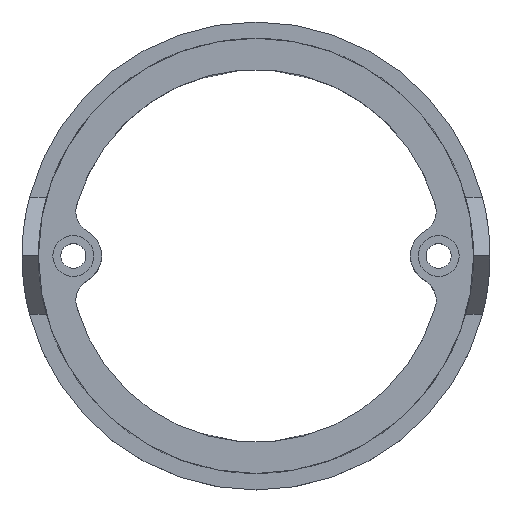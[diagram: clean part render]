
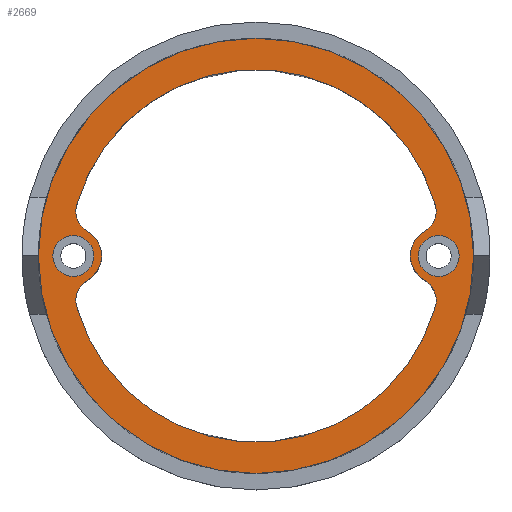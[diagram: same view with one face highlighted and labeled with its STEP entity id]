
A CAD part, top view. The second image highlights one B-rep face of the part: STEP entity #2669.
In plain terms, the highlighted planar face has unit normal (0, 0, 1).
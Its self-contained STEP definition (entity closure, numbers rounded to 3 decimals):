
#217 = VERTEX_POINT('',#218);
#218 = CARTESIAN_POINT('',(-21.607,3.134,12.5));
#226 = EDGE_CURVE('',#217,#227,#229,.T.);
#227 = VERTEX_POINT('',#228);
#228 = CARTESIAN_POINT('',(-21.607,-3.134,12.5));
#229 = CIRCLE('',#230,3.625);
#230 = AXIS2_PLACEMENT_3D('',#231,#232,#233);
#231 = CARTESIAN_POINT('',(-23.428,0.,12.5));
#232 = DIRECTION('',(0.,0.,-1.));
#233 = DIRECTION('',(1.,0.,0.));
#253 = VERTEX_POINT('',#254);
#254 = CARTESIAN_POINT('',(-22.985,6.551,12.5));
#262 = EDGE_CURVE('',#217,#253,#263,.T.);
#263 = B_SPLINE_CURVE_WITH_KNOTS('',6,(#264,#265,#266,#267,#268,#269,
    #270,#271,#272,#273,#274,#275,#276,#277,#278,#279,#280,#281,#282,
    #283,#284,#285),.UNSPECIFIED.,.F.,.F.,(7,5,5,5,7),(0.,0.25
    ,0.5,0.749,1.),.UNSPECIFIED.);
#264 = CARTESIAN_POINT('',(-21.607,3.134,12.5));
#265 = CARTESIAN_POINT('',(-21.74,3.212,12.5));
#266 = CARTESIAN_POINT('',(-21.871,3.299,12.5));
#267 = CARTESIAN_POINT('',(-21.998,3.395,12.5));
#268 = CARTESIAN_POINT('',(-22.121,3.502,12.5));
#269 = CARTESIAN_POINT('',(-22.239,3.618,12.5));
#270 = CARTESIAN_POINT('',(-22.459,3.868,12.5));
#271 = CARTESIAN_POINT('',(-22.562,4.002,12.5));
#272 = CARTESIAN_POINT('',(-22.657,4.144,12.5));
#273 = CARTESIAN_POINT('',(-22.743,4.292,12.5));
#274 = CARTESIAN_POINT('',(-22.818,4.447,12.5));
#275 = CARTESIAN_POINT('',(-22.946,4.764,12.5));
#276 = CARTESIAN_POINT('',(-22.999,4.927,12.5));
#277 = CARTESIAN_POINT('',(-23.041,5.093,12.5));
#278 = CARTESIAN_POINT('',(-23.071,5.26,12.5));
#279 = CARTESIAN_POINT('',(-23.089,5.428,12.5));
#280 = CARTESIAN_POINT('',(-23.104,5.76,12.5));
#281 = CARTESIAN_POINT('',(-23.1,5.926,12.5));
#282 = CARTESIAN_POINT('',(-23.086,6.089,12.5));
#283 = CARTESIAN_POINT('',(-23.061,6.248,12.5));
#284 = CARTESIAN_POINT('',(-23.027,6.402,12.5));
#285 = CARTESIAN_POINT('',(-22.985,6.551,12.5));
#309 = VERTEX_POINT('',#310);
#310 = CARTESIAN_POINT('',(-22.985,-6.551,12.5));
#318 = EDGE_CURVE('',#227,#309,#319,.T.);
#319 = B_SPLINE_CURVE_WITH_KNOTS('',6,(#320,#321,#322,#323,#324,#325,
    #326,#327,#328,#329,#330,#331,#332,#333,#334,#335,#336,#337,#338,
    #339,#340,#341),.UNSPECIFIED.,.F.,.F.,(7,5,5,5,7),(0.,0.25
    ,0.5,0.749,1.),.UNSPECIFIED.);
#320 = CARTESIAN_POINT('',(-21.607,-3.134,12.5));
#321 = CARTESIAN_POINT('',(-21.74,-3.212,12.5));
#322 = CARTESIAN_POINT('',(-21.871,-3.299,12.5));
#323 = CARTESIAN_POINT('',(-21.998,-3.395,12.5));
#324 = CARTESIAN_POINT('',(-22.121,-3.502,12.5));
#325 = CARTESIAN_POINT('',(-22.239,-3.618,12.5));
#326 = CARTESIAN_POINT('',(-22.459,-3.868,12.5));
#327 = CARTESIAN_POINT('',(-22.562,-4.002,12.5));
#328 = CARTESIAN_POINT('',(-22.657,-4.144,12.5));
#329 = CARTESIAN_POINT('',(-22.743,-4.292,12.5));
#330 = CARTESIAN_POINT('',(-22.818,-4.447,12.5));
#331 = CARTESIAN_POINT('',(-22.946,-4.764,12.5));
#332 = CARTESIAN_POINT('',(-22.999,-4.927,12.5));
#333 = CARTESIAN_POINT('',(-23.041,-5.093,12.5));
#334 = CARTESIAN_POINT('',(-23.071,-5.26,12.5));
#335 = CARTESIAN_POINT('',(-23.089,-5.428,12.5));
#336 = CARTESIAN_POINT('',(-23.104,-5.76,12.5));
#337 = CARTESIAN_POINT('',(-23.1,-5.926,12.5));
#338 = CARTESIAN_POINT('',(-23.086,-6.089,12.5));
#339 = CARTESIAN_POINT('',(-23.061,-6.248,12.5));
#340 = CARTESIAN_POINT('',(-23.027,-6.402,12.5));
#341 = CARTESIAN_POINT('',(-22.985,-6.551,12.5));
#365 = EDGE_CURVE('',#253,#366,#368,.T.);
#366 = VERTEX_POINT('',#367);
#367 = CARTESIAN_POINT('',(22.985,6.551,12.5));
#368 = CIRCLE('',#369,23.9);
#369 = AXIS2_PLACEMENT_3D('',#370,#371,#372);
#370 = CARTESIAN_POINT('',(0.,0.,12.5));
#371 = DIRECTION('',(0.,0.,-1.));
#372 = DIRECTION('',(1.,0.,0.));
#800 = VERTEX_POINT('',#801);
#801 = CARTESIAN_POINT('',(22.985,-6.551,12.5));
#809 = EDGE_CURVE('',#800,#309,#810,.T.);
#810 = CIRCLE('',#811,23.9);
#811 = AXIS2_PLACEMENT_3D('',#812,#813,#814);
#812 = CARTESIAN_POINT('',(0.,0.,12.5));
#813 = DIRECTION('',(0.,0.,-1.));
#814 = DIRECTION('',(1.,0.,0.));
#1235 = EDGE_CURVE('',#1236,#366,#1238,.T.);
#1236 = VERTEX_POINT('',#1237);
#1237 = CARTESIAN_POINT('',(21.607,3.134,12.5));
#1238 = B_SPLINE_CURVE_WITH_KNOTS('',6,(#1239,#1240,#1241,#1242,#1243,
    #1244,#1245,#1246,#1247,#1248,#1249,#1250,#1251,#1252,#1253,#1254,
    #1255,#1256,#1257,#1258,#1259,#1260),.UNSPECIFIED.,.F.,.F.,(7,5,5,5,
    7),(0.,0.25,0.5,0.749,1.),
  .UNSPECIFIED.);
#1239 = CARTESIAN_POINT('',(21.607,3.134,12.5));
#1240 = CARTESIAN_POINT('',(21.74,3.212,12.5));
#1241 = CARTESIAN_POINT('',(21.871,3.299,12.5));
#1242 = CARTESIAN_POINT('',(21.998,3.395,12.5));
#1243 = CARTESIAN_POINT('',(22.121,3.502,12.5));
#1244 = CARTESIAN_POINT('',(22.239,3.618,12.5));
#1245 = CARTESIAN_POINT('',(22.459,3.868,12.5));
#1246 = CARTESIAN_POINT('',(22.562,4.002,12.5));
#1247 = CARTESIAN_POINT('',(22.657,4.144,12.5));
#1248 = CARTESIAN_POINT('',(22.743,4.292,12.5));
#1249 = CARTESIAN_POINT('',(22.818,4.447,12.5));
#1250 = CARTESIAN_POINT('',(22.946,4.764,12.5));
#1251 = CARTESIAN_POINT('',(22.999,4.927,12.5));
#1252 = CARTESIAN_POINT('',(23.041,5.093,12.5));
#1253 = CARTESIAN_POINT('',(23.071,5.26,12.5));
#1254 = CARTESIAN_POINT('',(23.089,5.428,12.5));
#1255 = CARTESIAN_POINT('',(23.104,5.76,12.5));
#1256 = CARTESIAN_POINT('',(23.1,5.926,12.5));
#1257 = CARTESIAN_POINT('',(23.086,6.089,12.5));
#1258 = CARTESIAN_POINT('',(23.061,6.248,12.5));
#1259 = CARTESIAN_POINT('',(23.027,6.402,12.5));
#1260 = CARTESIAN_POINT('',(22.985,6.551,12.5));
#1291 = VERTEX_POINT('',#1292);
#1292 = CARTESIAN_POINT('',(21.607,-3.134,12.5));
#1300 = EDGE_CURVE('',#800,#1291,#1301,.T.);
#1301 = B_SPLINE_CURVE_WITH_KNOTS('',6,(#1302,#1303,#1304,#1305,#1306,
    #1307,#1308,#1309,#1310,#1311,#1312,#1313,#1314,#1315,#1316,#1317,
    #1318,#1319,#1320,#1321,#1322,#1323),.UNSPECIFIED.,.F.,.F.,(7,5,5,5,
    7),(0.,0.25,0.5,0.749,1.),
  .UNSPECIFIED.);
#1302 = CARTESIAN_POINT('',(22.985,-6.551,12.5));
#1303 = CARTESIAN_POINT('',(23.027,-6.403,12.5));
#1304 = CARTESIAN_POINT('',(23.061,-6.249,12.5));
#1305 = CARTESIAN_POINT('',(23.086,-6.091,12.5));
#1306 = CARTESIAN_POINT('',(23.1,-5.929,12.5));
#1307 = CARTESIAN_POINT('',(23.104,-5.764,12.5));
#1308 = CARTESIAN_POINT('',(23.09,-5.431,12.5));
#1309 = CARTESIAN_POINT('',(23.071,-5.263,12.5));
#1310 = CARTESIAN_POINT('',(23.041,-5.095,12.5));
#1311 = CARTESIAN_POINT('',(22.999,-4.929,12.5));
#1312 = CARTESIAN_POINT('',(22.946,-4.765,12.5));
#1313 = CARTESIAN_POINT('',(22.818,-4.448,12.5));
#1314 = CARTESIAN_POINT('',(22.743,-4.294,12.5));
#1315 = CARTESIAN_POINT('',(22.658,-4.145,12.5));
#1316 = CARTESIAN_POINT('',(22.564,-4.004,12.5));
#1317 = CARTESIAN_POINT('',(22.461,-3.871,12.5));
#1318 = CARTESIAN_POINT('',(22.241,-3.62,12.5));
#1319 = CARTESIAN_POINT('',(22.123,-3.504,12.5));
#1320 = CARTESIAN_POINT('',(22.,-3.397,12.5));
#1321 = CARTESIAN_POINT('',(21.872,-3.299,12.5));
#1322 = CARTESIAN_POINT('',(21.74,-3.212,12.5));
#1323 = CARTESIAN_POINT('',(21.607,-3.134,12.5));
#1347 = EDGE_CURVE('',#1291,#1236,#1348,.T.);
#1348 = CIRCLE('',#1349,3.625);
#1349 = AXIS2_PLACEMENT_3D('',#1350,#1351,#1352);
#1350 = CARTESIAN_POINT('',(23.428,0.,12.5));
#1351 = DIRECTION('',(0.,0.,-1.));
#1352 = DIRECTION('',(1.,0.,0.));
#2669 = ADVANCED_FACE('',(#2670,#2680,#2700,#2711),#2722,.T.);
#2670 = FACE_BOUND('',#2671,.T.);
#2671 = EDGE_LOOP('',(#2672,#2673,#2674,#2675,#2676,#2677,#2678,#2679));
#2672 = ORIENTED_EDGE('',*,*,#226,.F.);
#2673 = ORIENTED_EDGE('',*,*,#262,.T.);
#2674 = ORIENTED_EDGE('',*,*,#365,.T.);
#2675 = ORIENTED_EDGE('',*,*,#1235,.F.);
#2676 = ORIENTED_EDGE('',*,*,#1347,.F.);
#2677 = ORIENTED_EDGE('',*,*,#1300,.F.);
#2678 = ORIENTED_EDGE('',*,*,#809,.T.);
#2679 = ORIENTED_EDGE('',*,*,#318,.F.);
#2680 = FACE_BOUND('',#2681,.T.);
#2681 = EDGE_LOOP('',(#2682,#2693));
#2682 = ORIENTED_EDGE('',*,*,#2683,.T.);
#2683 = EDGE_CURVE('',#2684,#2686,#2688,.T.);
#2684 = VERTEX_POINT('',#2685);
#2685 = CARTESIAN_POINT('',(-27.9,0.,12.5));
#2686 = VERTEX_POINT('',#2687);
#2687 = CARTESIAN_POINT('',(27.9,0.,12.5));
#2688 = CIRCLE('',#2689,27.9);
#2689 = AXIS2_PLACEMENT_3D('',#2690,#2691,#2692);
#2690 = CARTESIAN_POINT('',(0.,0.,12.5));
#2691 = DIRECTION('',(0.,0.,1.));
#2692 = DIRECTION('',(1.,0.,0.));
#2693 = ORIENTED_EDGE('',*,*,#2694,.T.);
#2694 = EDGE_CURVE('',#2686,#2684,#2695,.T.);
#2695 = CIRCLE('',#2696,27.9);
#2696 = AXIS2_PLACEMENT_3D('',#2697,#2698,#2699);
#2697 = CARTESIAN_POINT('',(0.,0.,12.5));
#2698 = DIRECTION('',(0.,0.,1.));
#2699 = DIRECTION('',(1.,0.,0.));
#2700 = FACE_BOUND('',#2701,.T.);
#2701 = EDGE_LOOP('',(#2702));
#2702 = ORIENTED_EDGE('',*,*,#2703,.F.);
#2703 = EDGE_CURVE('',#2704,#2704,#2706,.T.);
#2704 = VERTEX_POINT('',#2705);
#2705 = CARTESIAN_POINT('',(-26.053,0.,12.5));
#2706 = CIRCLE('',#2707,2.625);
#2707 = AXIS2_PLACEMENT_3D('',#2708,#2709,#2710);
#2708 = CARTESIAN_POINT('',(-23.428,0.,12.5));
#2709 = DIRECTION('',(0.,0.,1.));
#2710 = DIRECTION('',(-1.,0.,0.));
#2711 = FACE_BOUND('',#2712,.T.);
#2712 = EDGE_LOOP('',(#2713));
#2713 = ORIENTED_EDGE('',*,*,#2714,.F.);
#2714 = EDGE_CURVE('',#2715,#2715,#2717,.T.);
#2715 = VERTEX_POINT('',#2716);
#2716 = CARTESIAN_POINT('',(26.053,0.,12.5));
#2717 = CIRCLE('',#2718,2.625);
#2718 = AXIS2_PLACEMENT_3D('',#2719,#2720,#2721);
#2719 = CARTESIAN_POINT('',(23.428,0.,12.5));
#2720 = DIRECTION('',(0.,0.,1.));
#2721 = DIRECTION('',(1.,0.,0.));
#2722 = PLANE('',#2723);
#2723 = AXIS2_PLACEMENT_3D('',#2724,#2725,#2726);
#2724 = CARTESIAN_POINT('',(0.,0.,12.5)
  );
#2725 = DIRECTION('',(0.,0.,1.));
#2726 = DIRECTION('',(1.,0.,0.));
